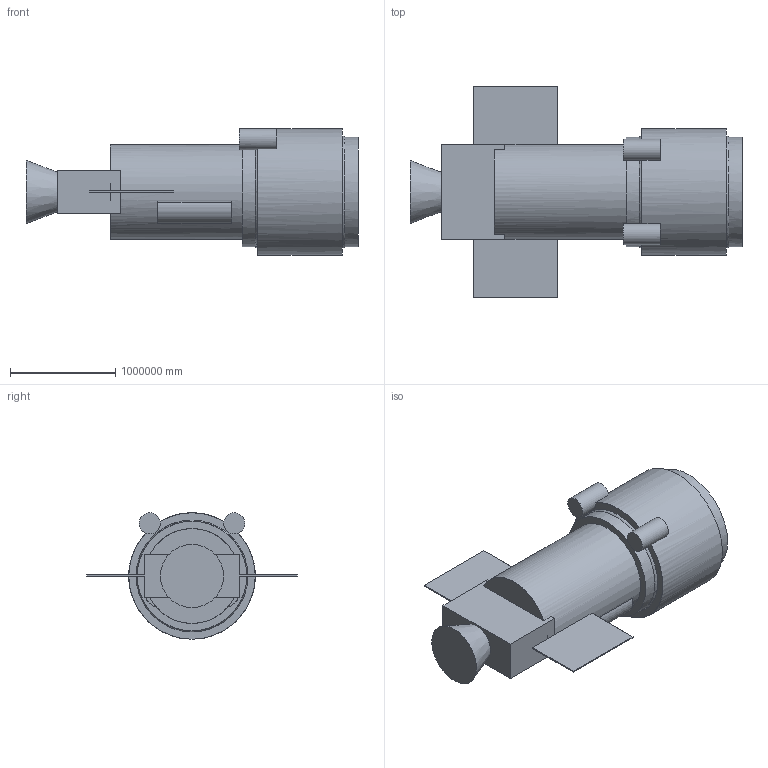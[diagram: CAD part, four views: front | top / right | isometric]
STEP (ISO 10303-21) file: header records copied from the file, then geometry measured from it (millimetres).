
FILE_DESCRIPTION(('FreeCAD Model'),'2;1');
FILE_NAME('Open CASCADE Shape Model','2025-09-13T04:29:15',('Author'),( ''),'Open CASCADE STEP processor 7.8','FreeCAD','Unknown');
FILE_SCHEMA(('AUTOMOTIVE_DESIGN { 1 0 10303 214 1 1 1 1 }'));
Length unit declared in the file: metre
Products named in the file (17): Rear; DFD_Destiny_FloatingAssembly; Shield_Moderator; Aerospike_Nozzle; Floating_Coils; Rad1; Tank_R; Rad2; Tank_L; Gond_R; Gond_L; Nose; Mid; Reactor_Core; Hull_Shell_fallback; Floating_Rings; Cockpit
Bounding box: 3150000 x 2000000 x 1200000 mm (x, y, z)
Volume: 7302996198599108608 mm3; surface area: 60223244168537.5 mm2
Topology: 26 solids, 27 shells, 116 faces, 217 edges, 140 vertices
Faces by surface type: plane 77, cylinder 22, torus 12, cone 5
Full cylindrical faces by diameter (mm): 200000 x4, 300000 x2, 800000 x2, 840000 x3, 900000 x3, 1040000 x3, 1200000 x3
Entity records: 7240 total; most frequent: CARTESIAN_POINT 2120, DIRECTION 903, ORIENTED_EDGE 430, PCURVE 430, DEFINITIONAL_REPRESENTATION 430, LINE 421, VECTOR 421, EDGE_CURVE 215
